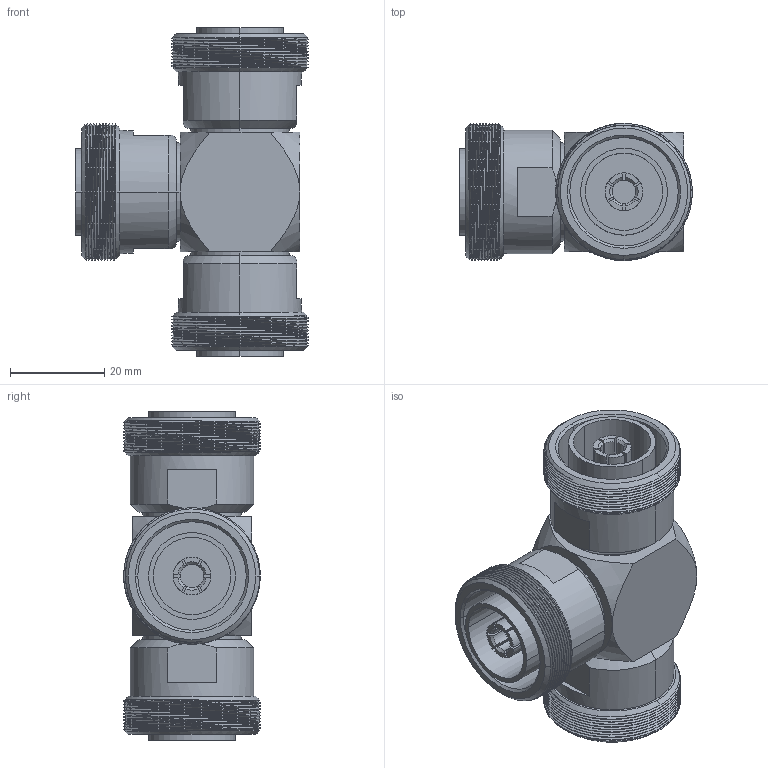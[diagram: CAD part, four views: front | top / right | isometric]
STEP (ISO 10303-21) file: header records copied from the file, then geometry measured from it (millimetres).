
FILE_DESCRIPTION (( 'STEP AP214' ), '1' );
FILE_NAME ('PE9556.STEP', '2017-06-29T16:34:11', ( '' ), ( '' ), 'SwSTEP 2.0', 'SolidWorks 2014', '' );
FILE_SCHEMA (( 'AUTOMOTIVE_DESIGN' ));
Length unit declared in the file: millimetre
Products named in the file (1): PE9556
Bounding box: 49.3 x 29 x 69.65 mm (x, y, z)
Volume: 36418.9 mm3; surface area: 21877.9 mm2
Topology: 1 solids, 1 shells, 275 faces, 730 edges, 478 vertices
Faces by surface type: plane 111, cylinder 102, cone 53, bspline 9
Entity records: 13964 total; most frequent: CARTESIAN_POINT 7416, ORIENTED_EDGE 1460, DIRECTION 1280, EDGE_CURVE 730, AXIS2_PLACEMENT_3D 494, VERTEX_POINT 478, EDGE_LOOP 296, LINE 292
